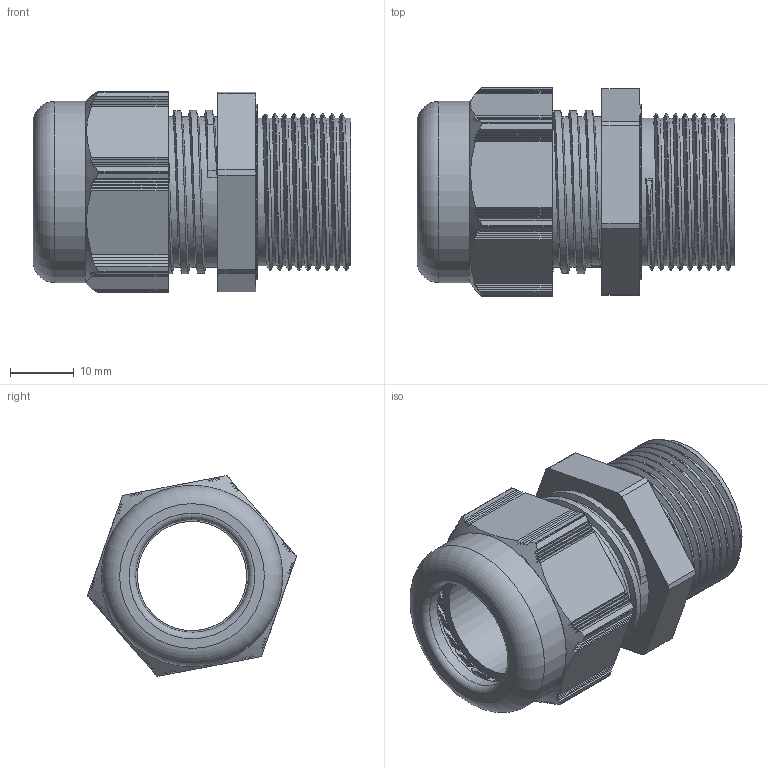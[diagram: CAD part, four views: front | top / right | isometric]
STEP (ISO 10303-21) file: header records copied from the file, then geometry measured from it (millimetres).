
FILE_DESCRIPTION(/* description */ ('Euro-Top EM25x1,5, L= 15mm'),/* implementation_level */ '2;1');
FILE_NAME(/* name */ '11484525-RST.stp',/* time_stamp */ '2019-11-20T14:54:20+01:00',/* author */ ('sl'),/* organization */ (''),/* preprocessor_version */ 'ST-DEVELOPER v16.5',/* originating_system */ 'Autodesk Inventor 2017',/* authorisation */ '');
FILE_SCHEMA (('AUTOMOTIVE_DESIGN { 1 0 10303 214 3 1 1 }'));
Length unit declared in the file: millimetre
Products named in the file (4): 11484525; 11084525; 11484525_1; 11084525_1
Assembly tree (3 placements, depth 2):
  11484525
    11084525
    11484525_1
    11084525_1
Bounding box: 50 x 32.83 x 31.57 mm (x, y, z)
Volume: 15511.1 mm3; surface area: 15626.1 mm2
Topology: 3 solids, 3 shells, 327 faces, 932 edges, 618 vertices
Faces by surface type: plane 217, cylinder 78, torus 23, bspline 6, cone 3
Full cylindrical faces by diameter (mm): 17.2 x1, 17.68 x1, 17.77 x1, 20 x1, 20.04 x1, 22.28 x1, 23.278 x8, 23.78 x5, 24.07 x5, 25.76 x1, 25.97 x4, 26.36 x1, 27.06 x1, 27.66 x1, 28.53 x1
Entity records: 13464 total; most frequent: CARTESIAN_POINT 5514, ORIENTED_EDGE 1680, DIRECTION 1603, EDGE_CURVE 840, VERTEX_POINT 571, AXIS2_PLACEMENT_3D 560, LINE 483, VECTOR 483
